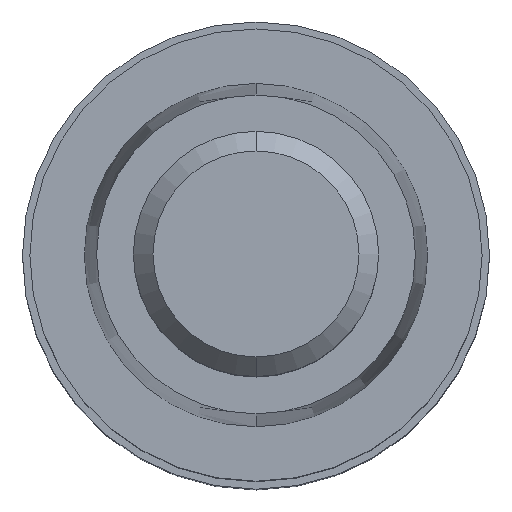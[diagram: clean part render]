
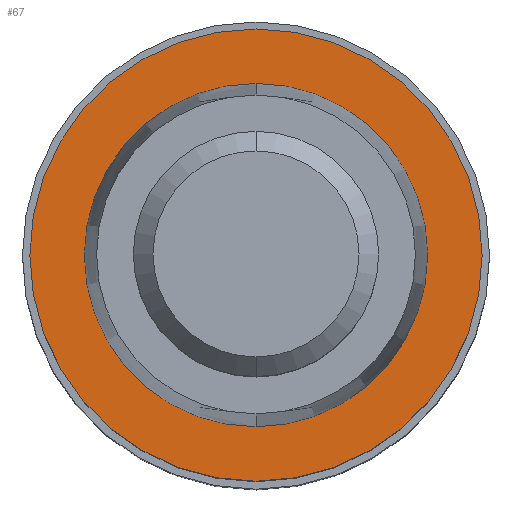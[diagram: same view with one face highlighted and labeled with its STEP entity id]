
A CAD part, top view. The second image highlights one B-rep face of the part: STEP entity #67.
In plain terms, the highlighted planar face has unit normal (0, 0, 1).
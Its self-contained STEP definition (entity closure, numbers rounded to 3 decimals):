
#28=FACE_BOUND('',#107,.T.);
#29=FACE_BOUND('',#108,.T.);
#55=PLANE('',#400);
#67=ADVANCED_FACE('',(#28,#29),#55,.F.);
#107=EDGE_LOOP('',(#148,#149));
#108=EDGE_LOOP('',(#150,#151));
#148=ORIENTED_EDGE('',*,*,#213,.F.);
#149=ORIENTED_EDGE('',*,*,#217,.F.);
#150=ORIENTED_EDGE('',*,*,#218,.F.);
#151=ORIENTED_EDGE('',*,*,#219,.F.);
#188=VERTEX_POINT('',#572);
#190=VERTEX_POINT('',#575);
#192=VERTEX_POINT('',#585);
#193=VERTEX_POINT('',#586);
#213=EDGE_CURVE('',#188,#190,#240,.T.);
#217=EDGE_CURVE('',#190,#188,#243,.T.);
#218=EDGE_CURVE('',#192,#193,#244,.T.);
#219=EDGE_CURVE('',#193,#192,#245,.T.);
#240=CIRCLE('',#391,4.61);
#243=CIRCLE('',#396,4.61);
#244=CIRCLE('',#398,3.5);
#245=CIRCLE('',#399,3.5);
#391=AXIS2_PLACEMENT_3D('',#574,#473,#474);
#396=AXIS2_PLACEMENT_3D('',#582,#484,#485);
#398=AXIS2_PLACEMENT_3D('',#584,#488,#489);
#399=AXIS2_PLACEMENT_3D('',#587,#490,#491);
#400=AXIS2_PLACEMENT_3D('',#588,#492,#493);
#473=DIRECTION('',(0.,0.,-1.));
#474=DIRECTION('',(0.,1.,0.));
#484=DIRECTION('',(0.,0.,-1.));
#485=DIRECTION('',(0.,-1.,0.));
#488=DIRECTION('',(0.,0.,1.));
#489=DIRECTION('',(0.,1.,0.));
#490=DIRECTION('',(0.,0.,1.));
#491=DIRECTION('',(0.,-1.,0.));
#492=DIRECTION('',(0.,0.,-1.));
#493=DIRECTION('',(0.,1.,0.));
#572=CARTESIAN_POINT('',(0.,4.61,16.));
#574=CARTESIAN_POINT('',(0.,0.,16.));
#575=CARTESIAN_POINT('',(0.,-4.61,16.));
#582=CARTESIAN_POINT('',(0.,0.,16.));
#584=CARTESIAN_POINT('',(0.,0.,16.));
#585=CARTESIAN_POINT('',(0.,3.5,16.));
#586=CARTESIAN_POINT('',(0.,-3.5,16.));
#587=CARTESIAN_POINT('',(0.,0.,16.));
#588=CARTESIAN_POINT('',(0.,0.,16.));
